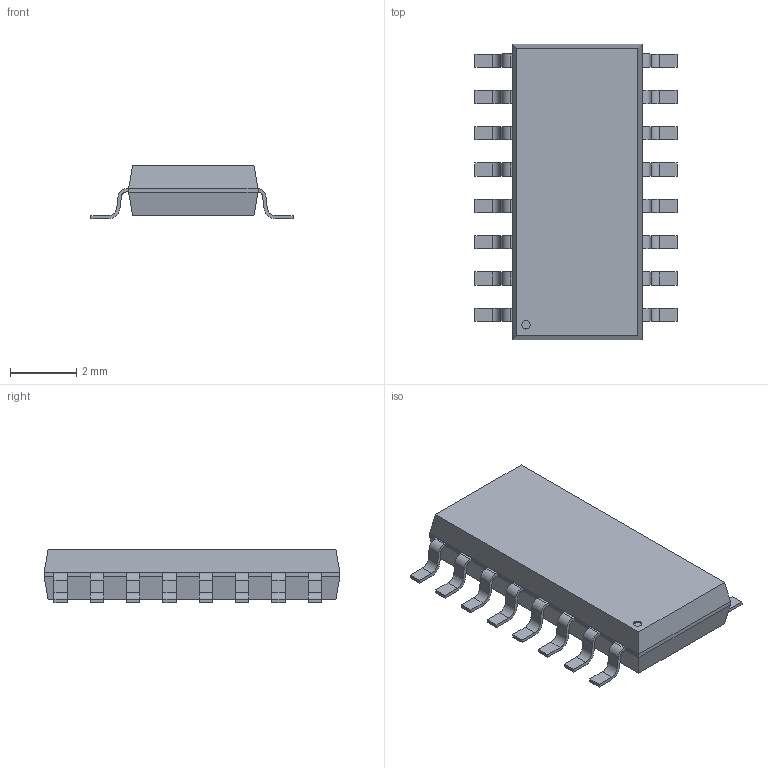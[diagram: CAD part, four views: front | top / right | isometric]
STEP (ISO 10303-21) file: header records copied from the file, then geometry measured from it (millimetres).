
FILE_DESCRIPTION (( 'STEP AP214' ), '1' );
FILE_NAME ('SW3dPS-soic16-1.STEP', '2009-06-11T15:17:18', ( 'SysAdmin' ), ( 'SolidWorks' ), 'SwSTEP 2.0', 'SolidWorks 2009', '' );
FILE_SCHEMA (( 'AUTOMOTIVE_DESIGN' ));
Length unit declared in the file: millimetre
Products named in the file (1): SW3dPS-soic16-1
Bounding box: 6.12 x 8.96 x 1.63 mm (x, y, z)
Volume: 52.6 mm3; surface area: 130 mm2
Topology: 1 solids, 1 shells, 209 faces, 562 edges, 372 vertices
Faces by surface type: plane 143, cylinder 66
Entity records: 8824 total; most frequent: CARTESIAN_POINT 1144, ORIENTED_EDGE 1124, DIRECTION 1114, EDGE_CURVE 562, VECTOR 430, LINE 430, VERTEX_POINT 372, AXIS2_PLACEMENT_3D 342
